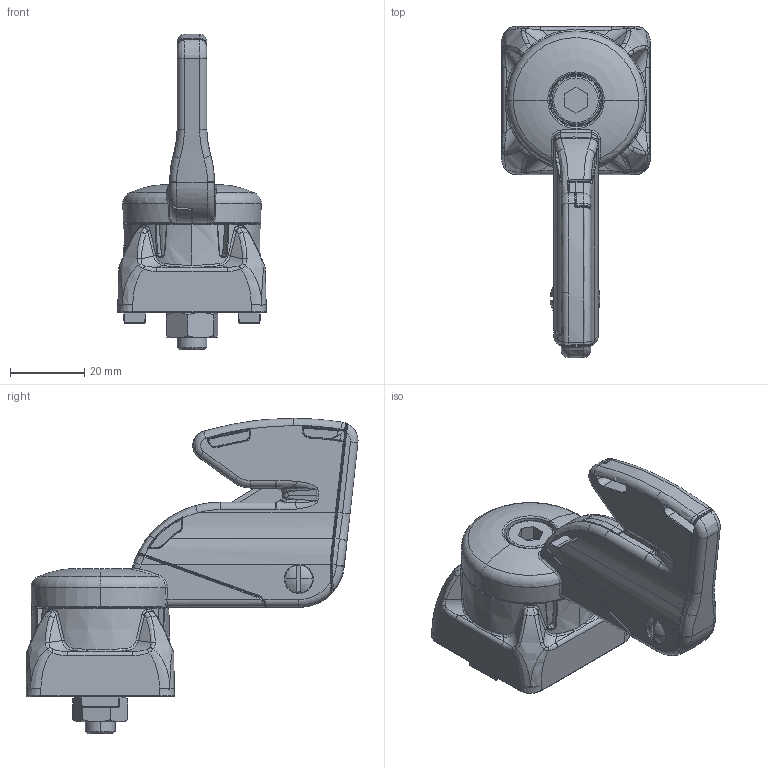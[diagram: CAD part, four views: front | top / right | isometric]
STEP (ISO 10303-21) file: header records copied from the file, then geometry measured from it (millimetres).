
FILE_DESCRIPTION (( 'STEP AP203' ), '1' );
FILE_NAME ('172539.step', '2025-08-14T17:57:18', ( '' ), ( '' ), 'SwSTEP 2.0', 'SolidWorks 2024', '' );
FILE_SCHEMA (( 'CONFIG_CONTROL_DESIGN' ));
Length unit declared in the file: millimetre
Products named in the file (1): 172539
Bounding box: 40 x 89.46 x 85.01 mm (x, y, z)
Volume: 59019 mm3; surface area: 31790.3 mm2
Topology: 10 solids, 10 shells, 1644 faces, 3879 edges, 2231 vertices
Faces by surface type: bspline 405, cylinder 368, plane 322, torus 253, cone 217, sphere 79
Entity records: 63130 total; most frequent: CARTESIAN_POINT 28747, ORIENTED_EDGE 7684, DIRECTION 6643, EDGE_CURVE 3842, AXIS2_PLACEMENT_3D 2756, VERTEX_POINT 2229, EDGE_LOOP 1681, FACE_OUTER_BOUND 1644
